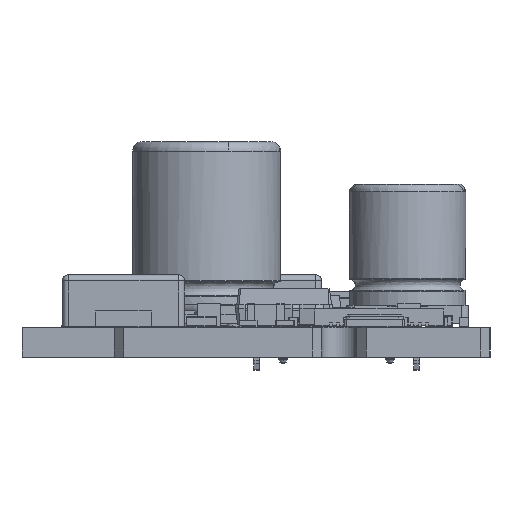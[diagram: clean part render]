
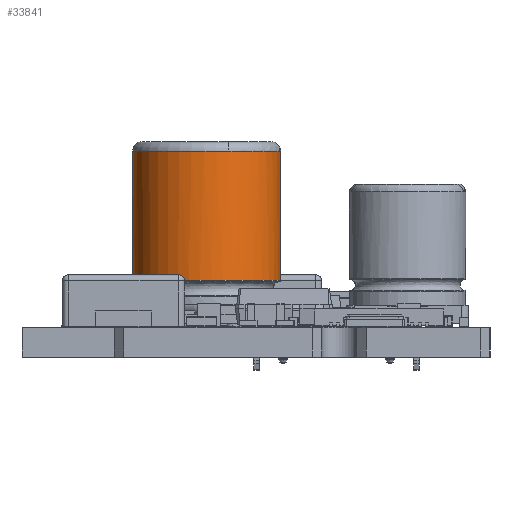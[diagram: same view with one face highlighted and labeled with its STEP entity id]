
A CAD part, left-side view. The second image highlights one B-rep face of the part: STEP entity #33841.
In plain terms, the highlighted cylindrical face has radius 4 mm (diameter 8 mm), a full revolution.
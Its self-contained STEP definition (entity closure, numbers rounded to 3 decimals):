
#33507 = VERTEX_POINT('',#33508);
#33508 = CARTESIAN_POINT('',(-4.,0.,2.488));
#33514 = EDGE_CURVE('',#33507,#33507,#33515,.T.);
#33515 = ( BOUNDED_CURVE() B_SPLINE_CURVE(13,(#33516,#33517,#33518,
    #33519,#33520,#33521,#33522,#33523,#33524,#33525,#33526,#33527,
#33528,#33529),.UNSPECIFIED.,.T.,.F.) B_SPLINE_CURVE_WITH_KNOTS((1,13,13
    ,1),(-25.133,0.,25.133,
50.265),.UNSPECIFIED.) CURVE() GEOMETRIC_REPRESENTATION_ITEM() 
RATIONAL_B_SPLINE_CURVE((1.,1.,1.,1.,
    1.,1.,1.,1.,
    1.,1.,1.,1.,1.,1.)) 
REPRESENTATION_ITEM('') );
#33516 = CARTESIAN_POINT('',(-4.,0.,2.488));
#33517 = CARTESIAN_POINT('',(-4.,1.905,
    2.488));
#33518 = CARTESIAN_POINT('',(-3.015,3.855,
    2.488));
#33519 = CARTESIAN_POINT('',(-0.989,5.248,
    2.488));
#33520 = CARTESIAN_POINT('',(1.8,5.462,
    2.488));
#33521 = CARTESIAN_POINT('',(4.209,3.977,
    2.488));
#33522 = CARTESIAN_POINT('',(5.976,1.808,
    2.488));
#33523 = CARTESIAN_POINT('',(5.976,-1.808,
    2.488));
#33524 = CARTESIAN_POINT('',(4.209,-3.977,
    2.488));
#33525 = CARTESIAN_POINT('',(1.8,-5.462,
    2.488));
#33526 = CARTESIAN_POINT('',(-0.989,-5.248,
    2.488));
#33527 = CARTESIAN_POINT('',(-3.015,-3.855,
    2.488));
#33528 = CARTESIAN_POINT('',(-4.,-1.905,2.488));
#33529 = CARTESIAN_POINT('',(-4.,0.,2.488));
#33841 = ADVANCED_FACE('',(#33842),#33888,.T.);
#33842 = FACE_BOUND('',#33843,.T.);
#33843 = EDGE_LOOP('',(#33844,#33845,#33853,#33862,#33871,#33880,#33887)
  );
#33844 = ORIENTED_EDGE('',*,*,#33514,.F.);
#33845 = ORIENTED_EDGE('',*,*,#33846,.T.);
#33846 = EDGE_CURVE('',#33507,#33847,#33849,.T.);
#33847 = VERTEX_POINT('',#33848);
#33848 = CARTESIAN_POINT('',(-4.,0.,9.467));
#33849 = LINE('',#33850,#33851);
#33850 = CARTESIAN_POINT('',(-4.,0.,2.45));
#33851 = VECTOR('',#33852,1.);
#33852 = DIRECTION('',(0.,0.,1.));
#33853 = ORIENTED_EDGE('',*,*,#33854,.T.);
#33854 = EDGE_CURVE('',#33847,#33855,#33857,.T.);
#33855 = VERTEX_POINT('',#33856);
#33856 = CARTESIAN_POINT('',(1.2,3.816,9.467));
#33857 = CIRCLE('',#33858,4.);
#33858 = AXIS2_PLACEMENT_3D('',#33859,#33860,#33861);
#33859 = CARTESIAN_POINT('',(0.,0.,9.467));
#33860 = DIRECTION('',(0.,0.,-1.));
#33861 = DIRECTION('',(-1.,0.,0.));
#33862 = ORIENTED_EDGE('',*,*,#33863,.T.);
#33863 = EDGE_CURVE('',#33855,#33864,#33866,.T.);
#33864 = VERTEX_POINT('',#33865);
#33865 = CARTESIAN_POINT('',(4.,0.,9.467));
#33866 = CIRCLE('',#33867,4.);
#33867 = AXIS2_PLACEMENT_3D('',#33868,#33869,#33870);
#33868 = CARTESIAN_POINT('',(0.,0.,9.467));
#33869 = DIRECTION('',(0.,0.,-1.));
#33870 = DIRECTION('',(-1.,0.,0.));
#33871 = ORIENTED_EDGE('',*,*,#33872,.T.);
#33872 = EDGE_CURVE('',#33864,#33873,#33875,.T.);
#33873 = VERTEX_POINT('',#33874);
#33874 = CARTESIAN_POINT('',(1.2,-3.816,9.467));
#33875 = CIRCLE('',#33876,4.);
#33876 = AXIS2_PLACEMENT_3D('',#33877,#33878,#33879);
#33877 = CARTESIAN_POINT('',(0.,0.,9.467));
#33878 = DIRECTION('',(0.,0.,-1.));
#33879 = DIRECTION('',(-1.,0.,0.));
#33880 = ORIENTED_EDGE('',*,*,#33881,.T.);
#33881 = EDGE_CURVE('',#33873,#33847,#33882,.T.);
#33882 = CIRCLE('',#33883,4.);
#33883 = AXIS2_PLACEMENT_3D('',#33884,#33885,#33886);
#33884 = CARTESIAN_POINT('',(0.,0.,9.467));
#33885 = DIRECTION('',(0.,0.,-1.));
#33886 = DIRECTION('',(-1.,0.,0.));
#33887 = ORIENTED_EDGE('',*,*,#33846,.F.);
#33888 = CYLINDRICAL_SURFACE('',#33889,4.);
#33889 = AXIS2_PLACEMENT_3D('',#33890,#33891,#33892);
#33890 = CARTESIAN_POINT('',(0.,0.,2.45));
#33891 = DIRECTION('',(0.,0.,1.));
#33892 = DIRECTION('',(-1.,0.,0.));
